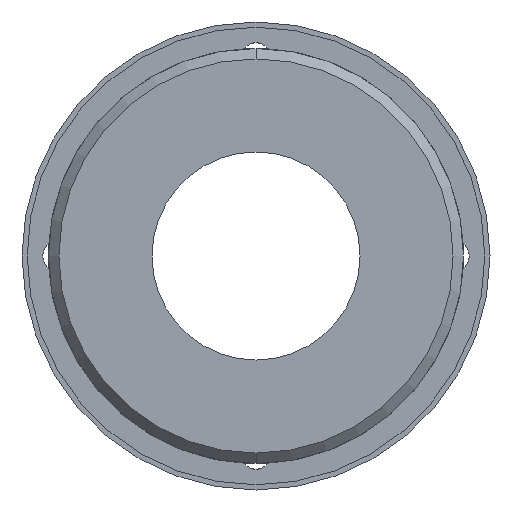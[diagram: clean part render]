
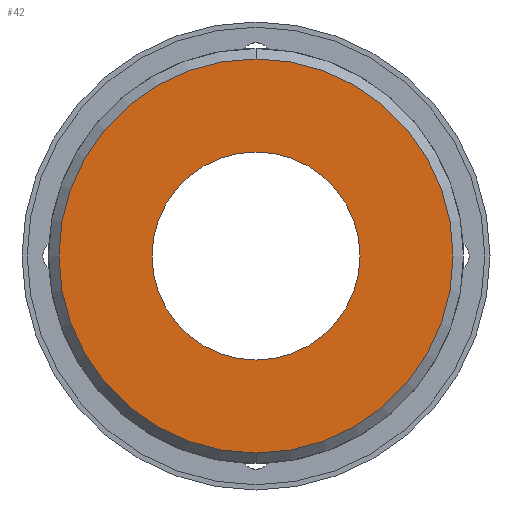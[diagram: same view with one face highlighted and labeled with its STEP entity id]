
A CAD part, front view. The second image highlights one B-rep face of the part: STEP entity #42.
In plain terms, the highlighted planar face has unit normal (0, -1, 0).
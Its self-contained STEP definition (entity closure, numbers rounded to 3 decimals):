
#24 = CARTESIAN_POINT ( 'NONE',  ( 0., 0., 10. ) ) ;
#26 = EDGE_LOOP ( 'NONE', ( #536, #608 ) ) ;
#41 = ORIENTED_EDGE ( 'NONE', *, *, #649, .T. ) ;
#42 = ADVANCED_FACE ( 'NONE', ( #490, #969 ), #421, .F. ) ;
#72 = AXIS2_PLACEMENT_3D ( 'NONE', #748, #949, #709 ) ;
#142 = AXIS2_PLACEMENT_3D ( 'NONE', #982, #446, #537 ) ;
#161 = CARTESIAN_POINT ( 'NONE',  ( 0., 0., -18.95 ) ) ;
#175 = DIRECTION ( 'NONE',  ( 0., 0., -1. ) ) ;
#230 = VERTEX_POINT ( 'NONE', #863 ) ;
#236 = CARTESIAN_POINT ( 'NONE',  ( 0., 0., 0. ) ) ;
#267 = EDGE_CURVE ( 'NONE', #888, #838, #452, .T. ) ;
#322 = AXIS2_PLACEMENT_3D ( 'NONE', #236, #551, #546 ) ;
#374 = CIRCLE ( 'NONE', #72, 18.95 ) ;
#388 = EDGE_CURVE ( 'NONE', #230, #688, #665, .T. ) ;
#409 = ORIENTED_EDGE ( 'NONE', *, *, #267, .T. ) ;
#421 = PLANE ( 'NONE',  #142 ) ;
#437 = AXIS2_PLACEMENT_3D ( 'NONE', #567, #712, #175 ) ;
#446 = DIRECTION ( 'NONE',  ( 0., 1., 0. ) ) ;
#452 = CIRCLE ( 'NONE', #322, 18.95 ) ;
#484 = AXIS2_PLACEMENT_3D ( 'NONE', #822, #719, #569 ) ;
#490 = FACE_OUTER_BOUND ( 'NONE', #841, .T. ) ;
#536 = ORIENTED_EDGE ( 'NONE', *, *, #388, .F. ) ;
#537 = DIRECTION ( 'NONE',  ( 0., 0., 1. ) ) ;
#546 = DIRECTION ( 'NONE',  ( 0., 0., 1. ) ) ;
#551 = DIRECTION ( 'NONE',  ( 0., -1., 0. ) ) ;
#567 = CARTESIAN_POINT ( 'NONE',  ( 0., 0., 0. ) ) ;
#569 = DIRECTION ( 'NONE',  ( 0., 0., -1. ) ) ;
#608 = ORIENTED_EDGE ( 'NONE', *, *, #862, .F. ) ;
#649 = EDGE_CURVE ( 'NONE', #838, #888, #374, .T. ) ;
#665 = CIRCLE ( 'NONE', #484, 10. ) ;
#688 = VERTEX_POINT ( 'NONE', #24 ) ;
#709 = DIRECTION ( 'NONE',  ( 0., 0., 1. ) ) ;
#712 = DIRECTION ( 'NONE',  ( 0., -1., 0. ) ) ;
#719 = DIRECTION ( 'NONE',  ( 0., -1., 0. ) ) ;
#748 = CARTESIAN_POINT ( 'NONE',  ( 0., 0., 0. ) ) ;
#818 = CARTESIAN_POINT ( 'NONE',  ( 0., 0., 18.95 ) ) ;
#822 = CARTESIAN_POINT ( 'NONE',  ( 0., 0., 0. ) ) ;
#838 = VERTEX_POINT ( 'NONE', #161 ) ;
#841 = EDGE_LOOP ( 'NONE', ( #409, #41 ) ) ;
#862 = EDGE_CURVE ( 'NONE', #688, #230, #874, .T. ) ;
#863 = CARTESIAN_POINT ( 'NONE',  ( 0., 0., -10. ) ) ;
#874 = CIRCLE ( 'NONE', #437, 10. ) ;
#888 = VERTEX_POINT ( 'NONE', #818 ) ;
#949 = DIRECTION ( 'NONE',  ( 0., -1., 0. ) ) ;
#969 = FACE_BOUND ( 'NONE', #26, .T. ) ;
#982 = CARTESIAN_POINT ( 'NONE',  ( 0., 0., 0. ) ) ;
